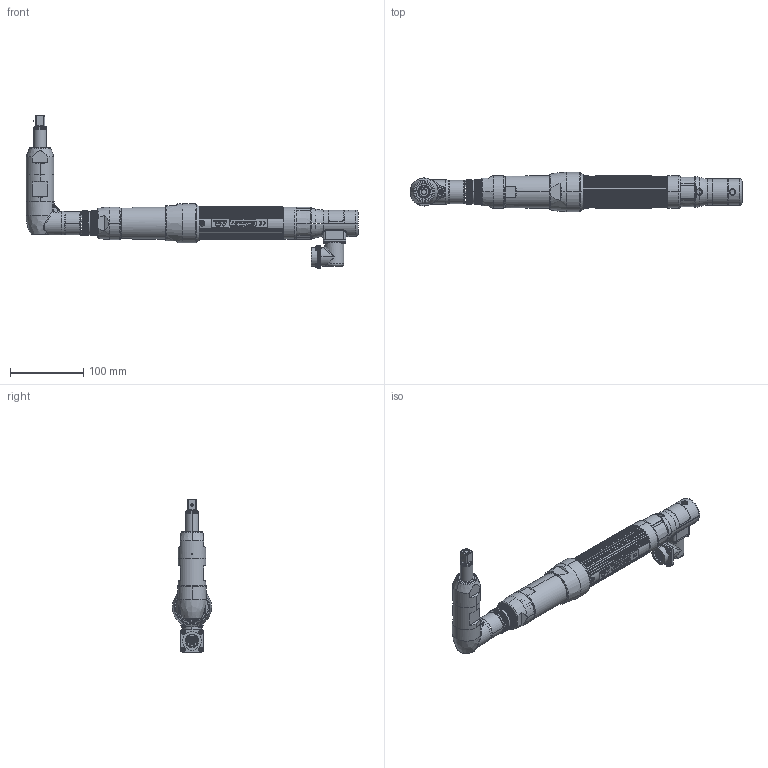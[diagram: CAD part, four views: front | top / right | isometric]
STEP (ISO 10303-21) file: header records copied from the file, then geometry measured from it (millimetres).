
FILE_DESCRIPTION((''),'2;1');
FILE_NAME('EB34MA19F1-70','2012-08-08T',('EJF1116'),(''),'PRO/ENGINEER BY PARAMETRIC TECHNOLOGY CORPORATION, 2010430','PRO/ENGINEER BY PARAMETRIC TECHNOLOGY CORPORATION, 2010430','');
FILE_SCHEMA(('CONFIG_CONTROL_DESIGN'));
Length unit declared in the file: inch
Products named in the file (1): EB34MA19F1-70
Bounding box: 452.31 x 53.48 x 207.64 mm (x, y, z)
Surface area: 93686.2 mm2 (no closed solid volume)
Topology: 0 solids, 162 shells, 648 faces, 3748 edges, 3163 vertices
Faces by surface type: cylinder 330, plane 192, bspline 50, torus 41, cone 33, extrusion 2
Entity records: 42587 total; most frequent: CARTESIAN_POINT 16042, DIRECTION 5052, ORIENTED_EDGE 4577, EDGE_CURVE 3748, VERTEX_POINT 3163, VECTOR 1774, LINE 1772, AXIS2_PLACEMENT_3D 1639
